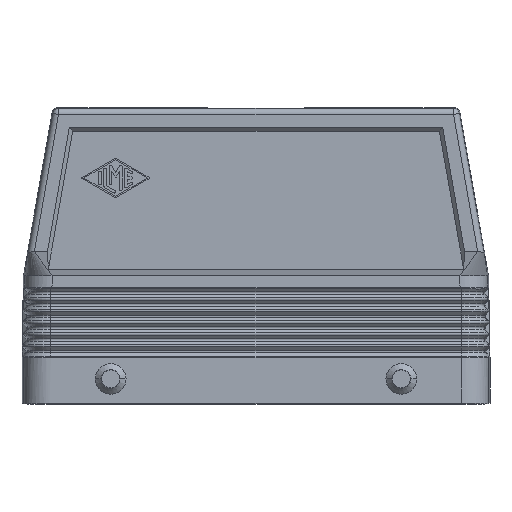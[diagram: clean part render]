
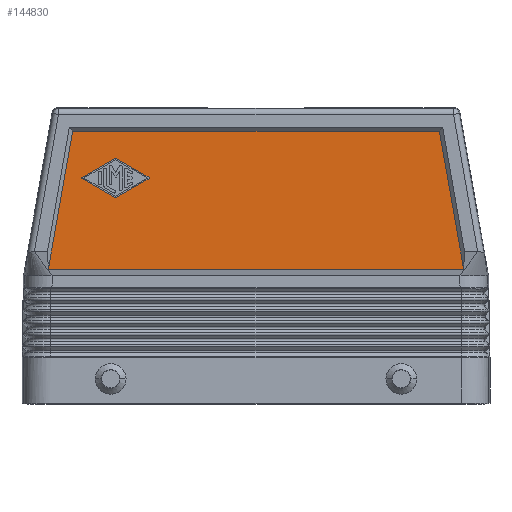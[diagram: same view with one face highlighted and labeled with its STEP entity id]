
A CAD part, left-side view. The second image highlights one B-rep face of the part: STEP entity #144830.
In plain terms, the highlighted planar face has unit normal (-1, 0, 0).
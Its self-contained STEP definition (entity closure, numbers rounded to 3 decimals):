
#143470=CARTESIAN_POINT('',(374.083,-22.843,
34.87));
#143480=VERTEX_POINT('',#143470);
#143510=CARTESIAN_POINT('',(374.083,-26.831,
12.233));
#143520=DIRECTION('',(0.,0.174,0.985));
#143530=VECTOR('',#143520,1.);
#143540=LINE('',#143510,#143530);
#143550=CARTESIAN_POINT('',(374.083,-16.613,
70.233));
#143560=VERTEX_POINT('',#143550);
#143570=EDGE_CURVE('',#143480,#143560,#143540,.T.);
#143830=CARTESIAN_POINT('',(374.083,-12.317,
48.893));
#143840=DIRECTION('',(1.,0.,0.));
#143850=DIRECTION('',(0.,1.,0.));
#143860=AXIS2_PLACEMENT_3D('',#143830,#143840,#143850);
#143870=PLANE('',#143860);
#143880=CARTESIAN_POINT('',(374.083,57.907,
58.233));
#143890=DIRECTION('',(-1.,0.,0.));
#143900=DIRECTION('',(0.,-1.,0.));
#143910=AXIS2_PLACEMENT_3D('',#143880,#143890,#143900);
#143920=CIRCLE('',#143910,0.167);
#143930=CARTESIAN_POINT('',(374.083,57.824,
58.088));
#143940=VERTEX_POINT('',#143930);
#143950=CARTESIAN_POINT('',(374.083,57.824,
58.377));
#143960=VERTEX_POINT('',#143950);
#143970=EDGE_CURVE('',#143940,#143960,#143920,.T.);
#143980=ORIENTED_EDGE('',*,*,#143970,.F.);
#143990=CARTESIAN_POINT('',(374.083,70.873,
65.836));
#144000=DIRECTION('',(0.,-0.868,-0.496));
#144010=VECTOR('',#144000,1.);
#144020=LINE('',#143990,#144010);
#144030=CARTESIAN_POINT('',(374.083,66.241,
63.188));
#144040=VERTEX_POINT('',#144030);
#144050=EDGE_CURVE('',#144040,#143960,#144020,.T.);
#144060=ORIENTED_EDGE('',*,*,#144050,.T.);
#144070=CARTESIAN_POINT('',(374.083,66.406,
62.899));
#144080=DIRECTION('',(-1.,0.,0.));
#144090=DIRECTION('',(0.,-1.,0.));
#144100=AXIS2_PLACEMENT_3D('',#144070,#144080,#144090);
#144110=CIRCLE('',#144100,0.333);
#144120=CARTESIAN_POINT('',(374.083,66.572,
63.188));
#144130=VERTEX_POINT('',#144120);
#144140=EDGE_CURVE('',#144040,#144130,#144110,.T.);
#144150=ORIENTED_EDGE('',*,*,#144140,.F.);
#144160=CARTESIAN_POINT('',(374.083,70.873,
60.73));
#144170=DIRECTION('',(0.,-0.868,0.496));
#144180=VECTOR('',#144170,1.);
#144190=LINE('',#144160,#144180);
#144200=CARTESIAN_POINT('',(374.083,74.988,
58.377));
#144210=VERTEX_POINT('',#144200);
#144220=EDGE_CURVE('',#144210,#144130,#144190,.T.);
#144230=ORIENTED_EDGE('',*,*,#144220,.T.);
#144240=CARTESIAN_POINT('',(374.083,74.905,
58.233));
#144250=DIRECTION('',(-1.,0.,0.));
#144260=DIRECTION('',(0.,-1.,0.));
#144270=AXIS2_PLACEMENT_3D('',#144240,#144250,#144260);
#144280=CIRCLE('',#144270,0.167);
#144290=CARTESIAN_POINT('',(374.083,74.988,
58.088));
#144300=VERTEX_POINT('',#144290);
#144310=EDGE_CURVE('',#144210,#144300,#144280,.T.);
#144320=ORIENTED_EDGE('',*,*,#144310,.F.);
#144330=CARTESIAN_POINT('',(374.083,70.873,
55.735));
#144340=DIRECTION('',(0.,0.868,0.496));
#144350=VECTOR('',#144340,1.);
#144360=LINE('',#144330,#144350);
#144370=CARTESIAN_POINT('',(374.083,66.572,
53.277));
#144380=VERTEX_POINT('',#144370);
#144390=EDGE_CURVE('',#144380,#144300,#144360,.T.);
#144400=ORIENTED_EDGE('',*,*,#144390,.T.);
#144410=CARTESIAN_POINT('',(374.083,66.406,
53.566));
#144420=DIRECTION('',(-1.,0.,0.));
#144430=DIRECTION('',(0.,-1.,0.));
#144440=AXIS2_PLACEMENT_3D('',#144410,#144420,#144430);
#144450=CIRCLE('',#144440,0.333);
#144460=CARTESIAN_POINT('',(374.083,66.241,
53.277));
#144470=VERTEX_POINT('',#144460);
#144480=EDGE_CURVE('',#144380,#144470,#144450,.T.);
#144490=ORIENTED_EDGE('',*,*,#144480,.F.);
#144500=CARTESIAN_POINT('',(374.083,70.873,
50.63));
#144510=DIRECTION('',(0.,0.868,-0.496));
#144520=VECTOR('',#144510,1.);
#144530=LINE('',#144500,#144520);
#144540=EDGE_CURVE('',#143940,#144470,#144530,.T.);
#144550=ORIENTED_EDGE('',*,*,#144540,.T.);
#144560=EDGE_LOOP('',(#144550,#144490,#144400,#144320,#144230,#144150,
#144060,#143980));
#144570=FACE_BOUND('',#144560,.T.);
#144580=CARTESIAN_POINT('',(374.083,44.373,
34.87));
#144590=DIRECTION('',(0.,1.,0.));
#144600=VECTOR('',#144590,1.);
#144610=LINE('',#144580,#144600);
#144620=CARTESIAN_POINT('',(374.083,83.656,
34.87));
#144630=VERTEX_POINT('',#144620);
#144640=EDGE_CURVE('',#143480,#144630,#144610,.T.);
#144650=ORIENTED_EDGE('',*,*,#144640,.F.);
#144660=CARTESIAN_POINT('',(374.083,87.644,
12.233));
#144670=DIRECTION('',(0.,-0.174,0.985));
#144680=VECTOR('',#144670,1.);
#144690=LINE('',#144660,#144680);
#144700=CARTESIAN_POINT('',(374.083,77.426,
70.233));
#144710=VERTEX_POINT('',#144700);
#144720=EDGE_CURVE('',#144630,#144710,#144690,.T.);
#144730=ORIENTED_EDGE('',*,*,#144720,.F.);
#144740=CARTESIAN_POINT('',(374.083,44.373,
70.233));
#144750=DIRECTION('',(0.,1.,0.));
#144760=VECTOR('',#144750,1.);
#144770=LINE('',#144740,#144760);
#144780=EDGE_CURVE('',#143560,#144710,#144770,.T.);
#144790=ORIENTED_EDGE('',*,*,#144780,.T.);
#144800=ORIENTED_EDGE('',*,*,#143570,.T.);
#144810=EDGE_LOOP('',(#144800,#144790,#144730,#144650));
#144820=FACE_OUTER_BOUND('',#144810,.T.);
#144830=ADVANCED_FACE('',(#144570,#144820),#143870,.F.);
